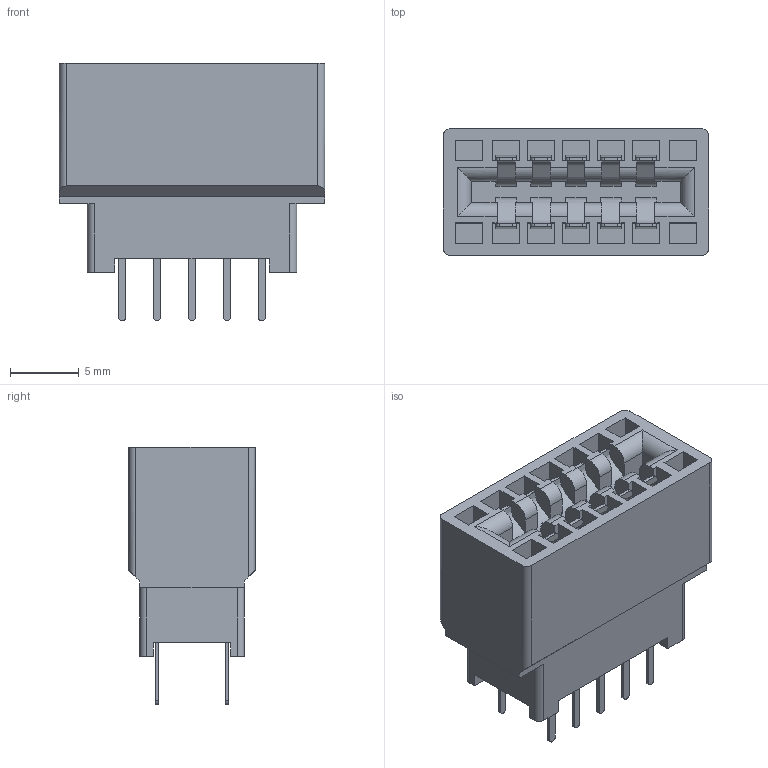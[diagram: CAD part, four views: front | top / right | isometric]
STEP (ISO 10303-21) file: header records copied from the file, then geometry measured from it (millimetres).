
FILE_DESCRIPTION (( 'STEP AP214' ), '1' );
FILE_NAME ('3D_PCB1_2025-05-14.STEP', '2025-05-14T07:58:56', ( '' ), ( '' ), 'SwSTEP 2.0', 'SolidWorks 2022', '' );
FILE_SCHEMA (( 'AUTOMOTIVE_DESIGN' ));
Length unit declared in the file: millimetre
Products named in the file (3): CONN-TH_SA10BL01D~CONN-TH_SA10BL01D~BAOn.step; 3D_PCB1_2025-05-14; CN1~CONN-TH_SA10BL01D~CONN-TH_SA10BL01D~BAOn.step
Assembly tree (2 placements, depth 3):
  3D_PCB1_2025-05-14
    CN1~CONN-TH_SA10BL01D~CONN-TH_SA10BL01D~BAOn.step
      CONN-TH_SA10BL01D~CONN-TH_SA10BL01D~BAOn.step
Bounding box: 19.3 x 9.2 x 18.7 mm (x, y, z)
Volume: 1434.2 mm3; surface area: 3069.4 mm2
Topology: 14 solids, 14 shells, 674 faces, 2091 edges, 1406 vertices
Faces by surface type: plane 494, bspline 118, cylinder 62
Entity records: 27592 total; most frequent: CARTESIAN_POINT 7927, ORIENTED_EDGE 4182, DIRECTION 2799, EDGE_CURVE 2091, LINE 1531, VECTOR 1531, VERTEX_POINT 1406, EDGE_LOOP 727
